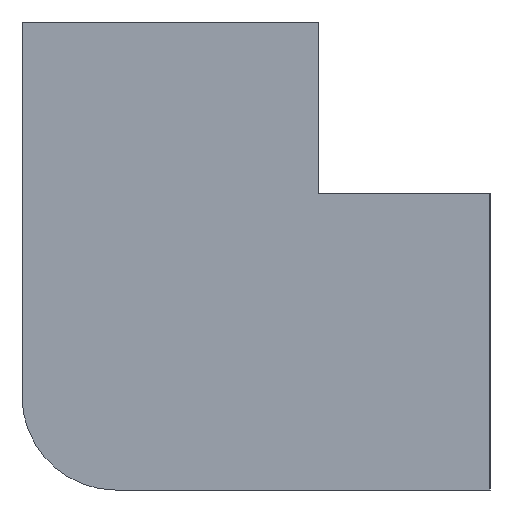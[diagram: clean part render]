
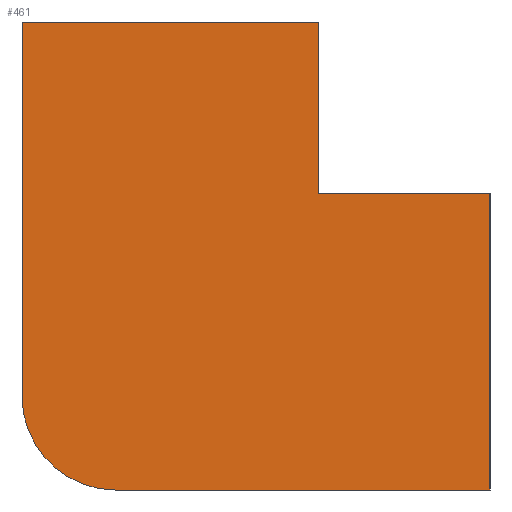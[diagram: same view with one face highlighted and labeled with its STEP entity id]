
A CAD part, left-side view. The second image highlights one B-rep face of the part: STEP entity #461.
In plain terms, the highlighted planar face has unit normal (-1, 0, 0).
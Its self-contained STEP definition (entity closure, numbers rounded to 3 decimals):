
#3 = EDGE_CURVE ( 'NONE', #30, #18, #231, .T. ) ;
#18 = VERTEX_POINT ( 'NONE', #401 ) ;
#19 = VERTEX_POINT ( 'NONE', #59 ) ;
#29 = EDGE_CURVE ( 'NONE', #241, #507, #324, .T. ) ;
#30 = VERTEX_POINT ( 'NONE', #166 ) ;
#42 = DIRECTION ( 'NONE',  ( 0., 0., -1. ) ) ;
#46 = ORIENTED_EDGE ( 'NONE', *, *, #29, .F. ) ;
#48 = ORIENTED_EDGE ( 'NONE', *, *, #261, .F. ) ;
#59 = CARTESIAN_POINT ( 'NONE',  ( -107.95, -50., -50. ) ) ;
#73 = DIRECTION ( 'NONE',  ( 1., 0., 0. ) ) ;
#77 = VECTOR ( 'NONE', #107, 1000. ) ;
#98 = LINE ( 'NONE', #412, #294 ) ;
#101 = ORIENTED_EDGE ( 'NONE', *, *, #331, .F. ) ;
#107 = DIRECTION ( 'NONE',  ( 0., 0., -1. ) ) ;
#110 = CARTESIAN_POINT ( 'NONE',  ( -107.95, -13.4, 13.4 ) ) ;
#128 = CARTESIAN_POINT ( 'NONE',  ( -107.95, 30., -30. ) ) ;
#131 = LINE ( 'NONE', #328, #339 ) ;
#149 = CARTESIAN_POINT ( 'NONE',  ( -107.95, -50., 13.4 ) ) ;
#156 = CARTESIAN_POINT ( 'NONE',  ( -107.95, 30., -50. ) ) ;
#160 = LINE ( 'NONE', #336, #77 ) ;
#161 = CARTESIAN_POINT ( 'NONE',  ( -107.95, 50., 50. ) ) ;
#164 = DIRECTION ( 'NONE',  ( 0., -1., 0. ) ) ;
#166 = CARTESIAN_POINT ( 'NONE',  ( -107.95, 30., -50. ) ) ;
#178 = LINE ( 'NONE', #374, #196 ) ;
#181 = CARTESIAN_POINT ( 'NONE',  ( -107.95, 50., 50. ) ) ;
#191 = LINE ( 'NONE', #156, #302 ) ;
#196 = VECTOR ( 'NONE', #463, 1000. ) ;
#199 = ORIENTED_EDGE ( 'NONE', *, *, #534, .F. ) ;
#221 = VERTEX_POINT ( 'NONE', #149 ) ;
#231 = CIRCLE ( 'NONE', #501, 20. ) ;
#235 = VECTOR ( 'NONE', #164, 1000. ) ;
#236 = ORIENTED_EDGE ( 'NONE', *, *, #434, .F. ) ;
#240 = CARTESIAN_POINT ( 'NONE',  ( -107.95, -13.4, 50. ) ) ;
#241 = VERTEX_POINT ( 'NONE', #181 ) ;
#245 = AXIS2_PLACEMENT_3D ( 'NONE', #128, #448, #446 ) ;
#261 = EDGE_CURVE ( 'NONE', #19, #30, #191, .T. ) ;
#292 = VERTEX_POINT ( 'NONE', #110 ) ;
#294 = VECTOR ( 'NONE', #487, 1000. ) ;
#296 = ORIENTED_EDGE ( 'NONE', *, *, #417, .F. ) ;
#302 = VECTOR ( 'NONE', #456, 1000. ) ;
#307 = ORIENTED_EDGE ( 'NONE', *, *, #3, .F. ) ;
#324 = LINE ( 'NONE', #161, #235 ) ;
#328 = CARTESIAN_POINT ( 'NONE',  ( -107.95, 50., 50. ) ) ;
#331 = EDGE_CURVE ( 'NONE', #221, #19, #178, .T. ) ;
#336 = CARTESIAN_POINT ( 'NONE',  ( -107.95, -13.4, 50. ) ) ;
#337 = FACE_OUTER_BOUND ( 'NONE', #355, .T. ) ;
#339 = VECTOR ( 'NONE', #403, 1000. ) ;
#355 = EDGE_LOOP ( 'NONE', ( #101, #236, #296, #46, #199, #307, #48 ) ) ;
#374 = CARTESIAN_POINT ( 'NONE',  ( -107.95, -50., 13.4 ) ) ;
#401 = CARTESIAN_POINT ( 'NONE',  ( -107.95, 50., -30. ) ) ;
#403 = DIRECTION ( 'NONE',  ( 0., 0., 1. ) ) ;
#412 = CARTESIAN_POINT ( 'NONE',  ( -107.95, -50., 13.4 ) ) ;
#417 = EDGE_CURVE ( 'NONE', #507, #292, #160, .T. ) ;
#428 = PLANE ( 'NONE',  #245 ) ;
#434 = EDGE_CURVE ( 'NONE', #292, #221, #98, .T. ) ;
#438 = CARTESIAN_POINT ( 'NONE',  ( -107.95, 30., -30. ) ) ;
#446 = DIRECTION ( 'NONE',  ( 0., 0., -1. ) ) ;
#448 = DIRECTION ( 'NONE',  ( 1., 0., 0. ) ) ;
#456 = DIRECTION ( 'NONE',  ( 0., 1., 0. ) ) ;
#461 = ADVANCED_FACE ( 'NONE', ( #337 ), #428, .F. ) ;
#463 = DIRECTION ( 'NONE',  ( 0., 0., -1. ) ) ;
#487 = DIRECTION ( 'NONE',  ( 0., -1., 0. ) ) ;
#501 = AXIS2_PLACEMENT_3D ( 'NONE', #438, #73, #42 ) ;
#507 = VERTEX_POINT ( 'NONE', #240 ) ;
#534 = EDGE_CURVE ( 'NONE', #18, #241, #131, .T. ) ;
